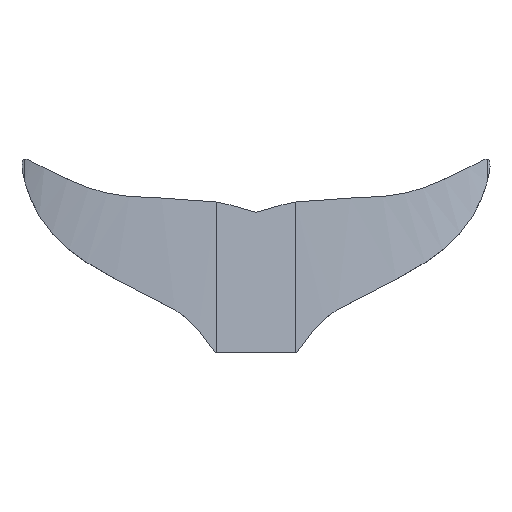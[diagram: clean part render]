
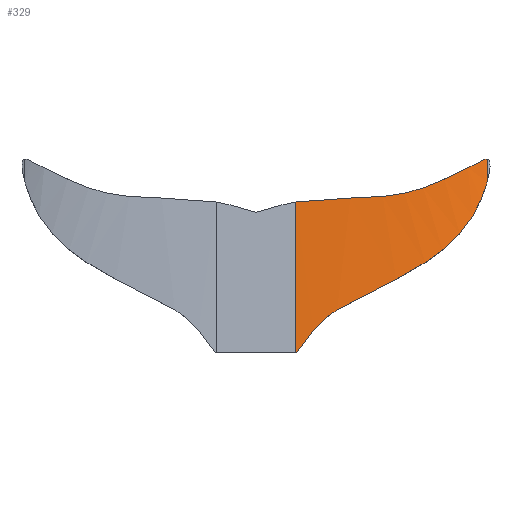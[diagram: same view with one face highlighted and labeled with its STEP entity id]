
A CAD part, top view. The second image highlights one B-rep face of the part: STEP entity #329.
In plain terms, the highlighted free-form (B-spline) face has degree [3, 1] with [5, 2] control points.
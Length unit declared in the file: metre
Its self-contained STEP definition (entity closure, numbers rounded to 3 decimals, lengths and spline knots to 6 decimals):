
#30=B_SPLINE_CURVE_WITH_KNOTS('',3,(#409,#410,#411,#412),.UNSPECIFIED.,
 .F.,.F.,(4,4),(0.,0.035918),.UNSPECIFIED.);
#36=B_SPLINE_CURVE_WITH_KNOTS('',3,(#468,#469,#470,#471),.UNSPECIFIED.,
 .F.,.F.,(4,4),(0.,0.001155),.UNSPECIFIED.);
#51=B_SPLINE_CURVE_WITH_KNOTS('',3,(#1201,#1202,#1203,#1204,#1205,#1206,
#1207,#1208,#1209,#1210,#1211,#1212,#1213,#1214,#1215,#1216,#1217,#1218,
#1219,#1220,#1221,#1222,#1223,#1224,#1225,#1226),.UNSPECIFIED.,.F.,.F.,
(4,1,1,1,1,1,1,1,1,1,1,1,1,1,1,1,1,1,1,1,1,1,1,4),(0.,
0.002022,0.004044,0.008089,0.012133,
0.016178,0.020222,0.024266,0.032355,
0.040444,0.048533,0.056621,0.06471,
0.080888,0.097065,0.113243,0.121332,
0.12942,0.145598,0.161776,0.177953,
0.194131,0.226486,0.258841),.UNSPECIFIED.);
#53=B_SPLINE_CURVE_WITH_KNOTS('',3,(#1242,#1243,#1244,#1245,#1246,#1247,
#1248,#1249,#1250,#1251,#1252,#1253,#1254,#1255,#1256,#1257,#1258,#1259,
#1260,#1261,#1262),.UNSPECIFIED.,.F.,.F.,(4,1,1,1,1,1,1,1,1,1,1,1,1,1,1,
1,1,1,4),(0.,0.018942,0.028412,0.037883,
0.056825,0.075766,0.094708,0.113649,
0.151533,0.170474,0.189416,0.208357,
0.217828,0.227299,0.23677,0.24624,0.265182,
0.284123,0.303065),.UNSPECIFIED.);
#130=ORIENTED_EDGE('',*,*,#198,.F.);
#131=ORIENTED_EDGE('',*,*,#187,.T.);
#132=ORIENTED_EDGE('',*,*,#199,.T.);
#133=ORIENTED_EDGE('',*,*,#168,.F.);
#134=ORIENTED_EDGE('',*,*,#155,.F.);
#135=ORIENTED_EDGE('',*,*,#189,.T.);
#155=EDGE_CURVE('',#203,#204,#30,.T.);
#168=EDGE_CURVE('',#204,#214,#36,.T.);
#187=EDGE_CURVE('',#229,#228,#51,.T.);
#189=EDGE_CURVE('',#203,#230,#53,.T.);
#198=EDGE_CURVE('',#229,#230,#248,.T.);
#199=EDGE_CURVE('',#228,#214,#249,.T.);
#203=VERTEX_POINT('',#408);
#204=VERTEX_POINT('',#413);
#214=VERTEX_POINT('',#472);
#228=VERTEX_POINT('',#1200);
#229=VERTEX_POINT('',#1227);
#230=VERTEX_POINT('',#1241);
#248=LINE('',#1467,#266);
#249=LINE('',#1468,#267);
#266=VECTOR('',#387,1.);
#267=VECTOR('',#388,1.);
#283=EDGE_LOOP('',(#130,#131,#132,#133,#134,#135));
#301=FACE_BOUND('',#283,.T.);
#314=B_SPLINE_SURFACE_WITH_KNOTS('',3,1,((#1457,#1458),(#1459,#1460),(#1461,
#1462),(#1463,#1464),(#1465,#1466)),.SURF_OF_LINEAR_EXTRUSION.,.F.,.F.,
 .F.,(4,1,4),(2,2),(0.,0.5,1.),(0.,1.),.UNSPECIFIED.);
#329=ADVANCED_FACE('',(#301),#314,.T.);
#387=DIRECTION('',(0.,-0.991,0.131));
#388=DIRECTION('',(0.,-0.991,0.131));
#408=CARTESIAN_POINT('',(0.07328,0.955533,-0.039039));
#409=CARTESIAN_POINT('',(0.07328,0.955533,-0.039039));
#410=CARTESIAN_POINT('',(0.065541,0.946483,-0.037769));
#411=CARTESIAN_POINT('',(0.058776,0.936664,-0.036446));
#412=CARTESIAN_POINT('',(0.051955,0.926908,-0.035159));
#413=CARTESIAN_POINT('',(0.051955,0.926908,-0.035159));
#468=CARTESIAN_POINT('',(0.051955,0.926908,-0.035159));
#469=CARTESIAN_POINT('',(0.05157,0.926908,-0.035158));
#470=CARTESIAN_POINT('',(0.051185,0.926908,-0.035158));
#471=CARTESIAN_POINT('',(0.0508,0.926908,-0.035158));
#472=CARTESIAN_POINT('',(0.0508,0.926908,-0.035158));
#1200=CARTESIAN_POINT('',(0.0508,1.119309,-0.060488));
#1201=CARTESIAN_POINT('',(0.295206,1.174067,-0.096239));
#1202=CARTESIAN_POINT('',(0.294586,1.174142,-0.095961));
#1203=CARTESIAN_POINT('',(0.293361,1.173999,-0.095386));
#1204=CARTESIAN_POINT('',(0.29102,1.173254,-0.094269));
#1205=CARTESIAN_POINT('',(0.288224,1.171962,-0.09295));
#1206=CARTESIAN_POINT('',(0.284878,1.170278,-0.091446));
#1207=CARTESIAN_POINT('',(0.281518,1.16858,-0.090016));
#1208=CARTESIAN_POINT('',(0.278137,1.166869,-0.088652));
#1209=CARTESIAN_POINT('',(0.273604,1.16458,-0.086912));
#1210=CARTESIAN_POINT('',(0.26789,1.161711,-0.084875));
#1211=CARTESIAN_POINT('',(0.260955,1.158273,-0.082617));
#1212=CARTESIAN_POINT('',(0.253967,1.154868,-0.080528));
#1213=CARTESIAN_POINT('',(0.246929,1.151518,-0.078591));
#1214=CARTESIAN_POINT('',(0.237473,1.147146,-0.07619));
#1215=CARTESIAN_POINT('',(0.225505,1.141905,-0.073497));
#1216=CARTESIAN_POINT('',(0.210823,1.136237,-0.0707));
#1217=CARTESIAN_POINT('',(0.198177,1.132409,-0.068726));
#1218=CARTESIAN_POINT('',(0.187778,1.130003,-0.067358));
#1219=CARTESIAN_POINT('',(0.177159,1.128039,-0.066126));
#1220=CARTESIAN_POINT('',(0.163795,1.12642,-0.064864));
#1221=CARTESIAN_POINT('',(0.147681,1.125376,-0.063706));
#1222=CARTESIAN_POINT('',(0.131522,1.12476,-0.062813));
#1223=CARTESIAN_POINT('',(0.109951,1.124112,-0.061894));
#1224=CARTESIAN_POINT('',(0.08298,1.123143,-0.061139));
#1225=CARTESIAN_POINT('',(0.061486,1.121125,-0.060727));
#1226=CARTESIAN_POINT('',(0.0508,1.119309,-0.060488));
#1227=CARTESIAN_POINT('',(0.295206,1.174067,-0.096239));
#1241=CARTESIAN_POINT('',(0.295206,1.144996,-0.092412));
#1242=CARTESIAN_POINT('',(0.07328,0.955533,-0.039039));
#1243=CARTESIAN_POINT('',(0.077479,0.960431,-0.039727));
#1244=CARTESIAN_POINT('',(0.084133,0.967297,-0.040717));
#1245=CARTESIAN_POINT('',(0.093893,0.975244,-0.041946));
#1246=CARTESIAN_POINT('',(0.104199,0.982449,-0.043131));
#1247=CARTESIAN_POINT('',(0.117818,0.990441,-0.044587));
#1248=CARTESIAN_POINT('',(0.134805,0.999153,-0.046422));
#1249=CARTESIAN_POINT('',(0.151977,1.007458,-0.048427));
#1250=CARTESIAN_POINT('',(0.174818,1.018547,-0.051432));
#1251=CARTESIAN_POINT('',(0.197194,1.030305,-0.055061));
#1252=CARTESIAN_POINT('',(0.21872,1.043572,-0.059547));
#1253=CARTESIAN_POINT('',(0.234042,1.054368,-0.063342));
#1254=CARTESIAN_POINT('',(0.245951,1.064266,-0.06688));
#1255=CARTESIAN_POINT('',(0.254824,1.072887,-0.069931));
#1256=CARTESIAN_POINT('',(0.261109,1.079779,-0.072327));
#1257=CARTESIAN_POINT('',(0.266971,1.087074,-0.07481));
#1258=CARTESIAN_POINT('',(0.274114,1.097117,-0.078158));
#1259=CARTESIAN_POINT('',(0.281922,1.110307,-0.082418));
#1260=CARTESIAN_POINT('',(0.28961,1.127096,-0.087549));
#1261=CARTESIAN_POINT('',(0.293581,1.138952,-0.090861));
#1262=CARTESIAN_POINT('',(0.295206,1.144996,-0.092412));
#1457=CARTESIAN_POINT('',(0.295206,1.175609,-0.096442));
#1458=CARTESIAN_POINT('',(0.295206,0.923215,-0.063214));
#1459=CARTESIAN_POINT('',(0.27464,1.176845,-0.087052));
#1460=CARTESIAN_POINT('',(0.27464,0.924451,-0.053824));
#1461=CARTESIAN_POINT('',(0.213409,1.178688,-0.073056));
#1462=CARTESIAN_POINT('',(0.213409,0.926293,-0.039828));
#1463=CARTESIAN_POINT('',(0.111748,1.179302,-0.068387));
#1464=CARTESIAN_POINT('',(0.111748,0.926908,-0.035158));
#1465=CARTESIAN_POINT('',(0.0508,1.179302,-0.068387));
#1466=CARTESIAN_POINT('',(0.0508,0.926908,-0.035158));
#1467=CARTESIAN_POINT('',(0.295206,1.223506,-0.102748));
#1468=CARTESIAN_POINT('',(0.0508,1.2272,-0.074692));
